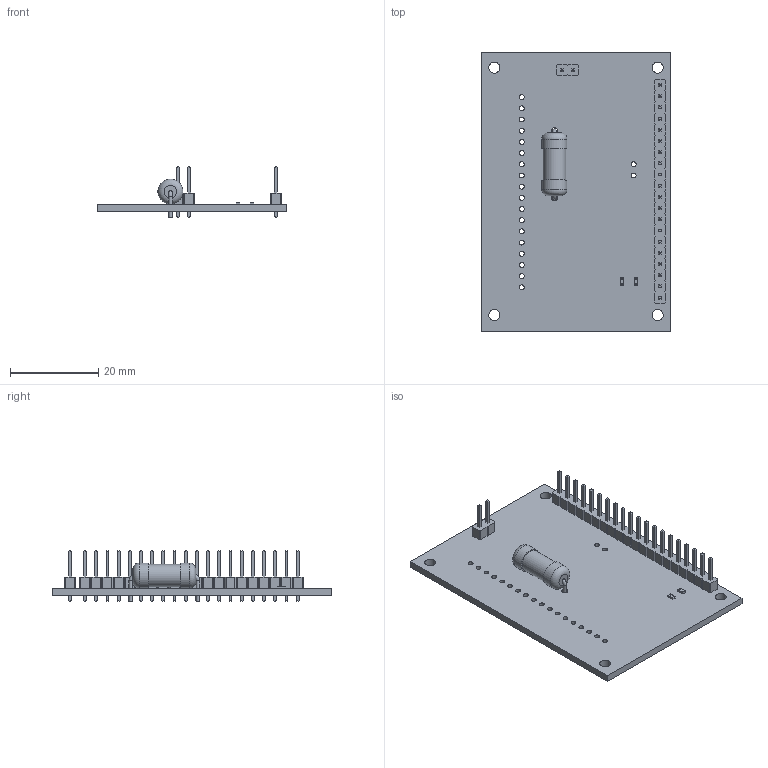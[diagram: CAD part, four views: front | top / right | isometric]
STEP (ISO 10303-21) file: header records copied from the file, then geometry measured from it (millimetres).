
FILE_DESCRIPTION(('KiCad electronic assembly'),'2;1');
FILE_NAME('hygienie_pcb.step','2023-09-19T17:22:51',('Pcbnew'),('Kicad') ,'Open CASCADE STEP processor 7.7','KiCad to STEP converter','Unknown' );
FILE_SCHEMA(('AUTOMOTIVE_DESIGN { 1 0 10303 214 1 1 1 1 }'));
Length unit declared in the file: millimetre
Products named in the file (10): hygienie_pcb 1; R_Axial_DIN0614_L14.3mm_D5.7mm_P15.24mm_Horizontal; SOLID; PinHeader_1x02_P2.54mm_Vertical; R_0603_1608Metric; PinHeader_1x20_P2.54mm_Vertical; _autosave-hygienie_pcb PCB
Assembly tree (10 placements, depth 3):
  hygienie_pcb 1
    R_Axial_DIN0614_L14.3mm_D5.7mm_P15.24mm_Horizontal
      SOLID
    PinHeader_1x02_P2.54mm_Vertical
      SOLID
    R_0603_1608Metric  x2
      SOLID
    PinHeader_1x20_P2.54mm_Vertical
      SOLID
    _autosave-hygienie_pcb PCB
Bounding box: 43.1 x 63.5 x 11.54 mm (x, y, z)
Volume: 5040.4 mm3; surface area: 7401.5 mm2
Topology: 6 solids, 6 shells, 657 faces, 1603 edges, 1006 vertices
Faces by surface type: plane 584, cylinder 69, torus 4
Full cylindrical faces by diameter (mm): 0.8 x2, 1 x22, 1.11 x20, 1.4 x2, 2.5 x4, 5.13 x1, 5.7 x2
Entity records: 44276 total; most frequent: CARTESIAN_POINT 8473, DIRECTION 5901, LINE 4351, VECTOR 4351, ORIENTED_EDGE 3070, PCURVE 3070, DEFINITIONAL_REPRESENTATION 3070, EDGE_CURVE 1535
